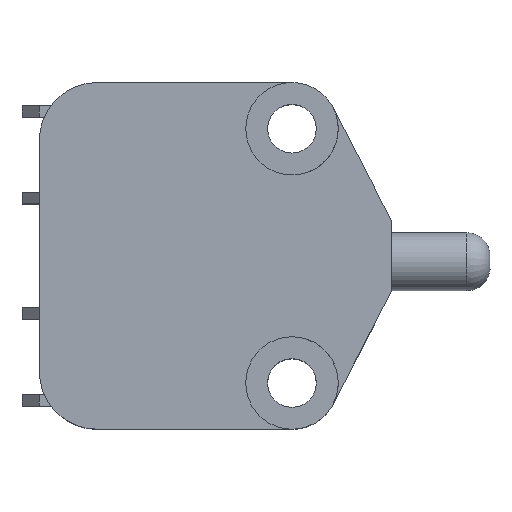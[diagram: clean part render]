
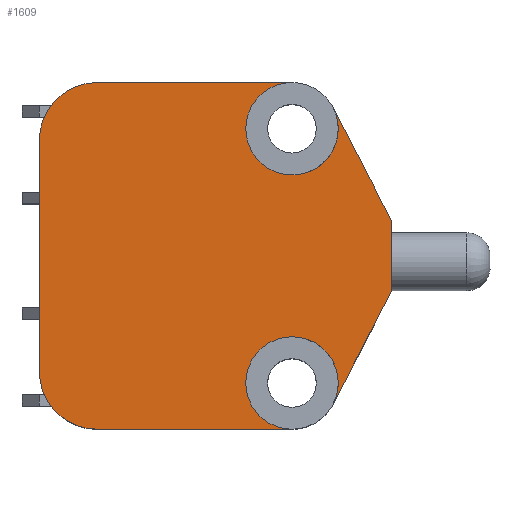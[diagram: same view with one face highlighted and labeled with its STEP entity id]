
A CAD part, top view. The second image highlights one B-rep face of the part: STEP entity #1609.
In plain terms, the highlighted planar face has unit normal (0, 0, 1).
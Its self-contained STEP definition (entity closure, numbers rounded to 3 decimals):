
#3 = CARTESIAN_POINT ( 'NONE',  ( -0.807, 18.818, 54.948 ) ) ;
#44 = DIRECTION ( 'NONE',  ( 1., 0., 0. ) ) ;
#45 = CARTESIAN_POINT ( 'NONE',  ( 7.832, 30.818, 54.948 ) ) ;
#122 = VECTOR ( 'NONE', #2094, 1000. ) ;
#141 = VERTEX_POINT ( 'NONE', #1415 ) ;
#177 = DIRECTION ( 'NONE',  ( 0., 0., -1. ) ) ;
#180 = VECTOR ( 'NONE', #733, 1000. ) ;
#189 = ORIENTED_EDGE ( 'NONE', *, *, #202, .F. ) ;
#202 = EDGE_CURVE ( 'NONE', #2051, #559, #2066, .T. ) ;
#216 = DIRECTION ( 'NONE',  ( 0., 0., -1. ) ) ;
#245 = CARTESIAN_POINT ( 'NONE',  ( 7.832, 36.818, 54.948 ) ) ;
#246 = AXIS2_PLACEMENT_3D ( 'NONE', #1809, #372, #708 ) ;
#258 = ORIENTED_EDGE ( 'NONE', *, *, #1968, .F. ) ;
#259 = CARTESIAN_POINT ( 'NONE',  ( -0.807, 18.818, 54.948 ) ) ;
#284 = DIRECTION ( 'NONE',  ( 0., -1., 0. ) ) ;
#291 = VERTEX_POINT ( 'NONE', #441 ) ;
#306 = ORIENTED_EDGE ( 'NONE', *, *, #1498, .F. ) ;
#315 = EDGE_CURVE ( 'NONE', #665, #1876, #1327, .T. ) ;
#328 = DIRECTION ( 'NONE',  ( 0., 0., 1. ) ) ;
#341 = ORIENTED_EDGE ( 'NONE', *, *, #315, .F. ) ;
#372 = DIRECTION ( 'NONE',  ( 0., 0., 1. ) ) ;
#373 = AXIS2_PLACEMENT_3D ( 'NONE', #1538, #556, #1706 ) ;
#393 = EDGE_CURVE ( 'NONE', #141, #1377, #602, .T. ) ;
#431 = CIRCLE ( 'NONE', #246, 4. ) ;
#441 = CARTESIAN_POINT ( 'NONE',  ( 2.747, 20.981, 54.948 ) ) ;
#465 = CIRCLE ( 'NONE', #1354, 4. ) ;
#496 = LINE ( 'NONE', #259, #1901 ) ;
#512 = CARTESIAN_POINT ( 'NONE',  ( -17.668, 43.818, 54.948 ) ) ;
#551 = VERTEX_POINT ( 'NONE', #1320 ) ;
#556 = DIRECTION ( 'NONE',  ( 0., 0., 1. ) ) ;
#559 = VERTEX_POINT ( 'NONE', #1636 ) ;
#569 = VERTEX_POINT ( 'NONE', #796 ) ;
#574 = LINE ( 'NONE', #1458, #122 ) ;
#602 = LINE ( 'NONE', #1521, #1655 ) ;
#658 = ORIENTED_EDGE ( 'NONE', *, *, #1622, .F. ) ;
#665 = VERTEX_POINT ( 'NONE', #1544 ) ;
#666 = CARTESIAN_POINT ( 'NONE',  ( -0.807, 48.818, 54.948 ) ) ;
#695 = CARTESIAN_POINT ( 'NONE',  ( -17.668, 23.818, 54.948 ) ) ;
#708 = DIRECTION ( 'NONE',  ( 0., -1., 0. ) ) ;
#733 = DIRECTION ( 'NONE',  ( -0.459, -0.888, 0. ) ) ;
#748 = VERTEX_POINT ( 'NONE', #2074 ) ;
#790 = EDGE_CURVE ( 'NONE', #551, #291, #1804, .T. ) ;
#794 = CARTESIAN_POINT ( 'NONE',  ( -22.668, 23.818, 54.948 ) ) ;
#796 = CARTESIAN_POINT ( 'NONE',  ( -0.807, 40.818, 54.948 ) ) ;
#864 = DIRECTION ( 'NONE',  ( 0., -1., 0. ) ) ;
#874 = AXIS2_PLACEMENT_3D ( 'NONE', #1198, #216, #1532 ) ;
#910 = EDGE_CURVE ( 'NONE', #2102, #1635, #496, .T. ) ;
#919 = ORIENTED_EDGE ( 'NONE', *, *, #393, .F. ) ;
#970 = ORIENTED_EDGE ( 'NONE', *, *, #1336, .F. ) ;
#1021 = ORIENTED_EDGE ( 'NONE', *, *, #1910, .F. ) ;
#1035 = CIRCLE ( 'NONE', #2034, 5. ) ;
#1036 = CARTESIAN_POINT ( 'NONE',  ( -17.668, 18.818, 54.948 ) ) ;
#1047 = DIRECTION ( 'NONE',  ( 0., 0., 1. ) ) ;
#1122 = EDGE_CURVE ( 'NONE', #291, #748, #465, .T. ) ;
#1172 = DIRECTION ( 'NONE',  ( 0., -1., 0. ) ) ;
#1180 = CIRCLE ( 'NONE', #1721, 4. ) ;
#1198 = CARTESIAN_POINT ( 'NONE',  ( -0.807, 44.818, 54.948 ) ) ;
#1300 = CARTESIAN_POINT ( 'NONE',  ( 7.832, 36.818, 54.948 ) ) ;
#1320 = CARTESIAN_POINT ( 'NONE',  ( 7.832, 30.818, 54.948 ) ) ;
#1327 = LINE ( 'NONE', #245, #1347 ) ;
#1334 = DIRECTION ( 'NONE',  ( 0., -1., 0. ) ) ;
#1336 = EDGE_CURVE ( 'NONE', #559, #141, #1035, .T. ) ;
#1347 = VECTOR ( 'NONE', #1756, 1000. ) ;
#1354 = AXIS2_PLACEMENT_3D ( 'NONE', #1516, #328, #864 ) ;
#1371 = PLANE ( 'NONE',  #874 ) ;
#1377 = VERTEX_POINT ( 'NONE', #666 ) ;
#1415 = CARTESIAN_POINT ( 'NONE',  ( -17.668, 48.818, 54.948 ) ) ;
#1458 = CARTESIAN_POINT ( 'NONE',  ( 7.832, 30.818, 54.948 ) ) ;
#1498 = EDGE_CURVE ( 'NONE', #569, #665, #431, .T. ) ;
#1505 = ORIENTED_EDGE ( 'NONE', *, *, #1762, .F. ) ;
#1511 = AXIS2_PLACEMENT_3D ( 'NONE', #695, #177, #1334 ) ;
#1516 = CARTESIAN_POINT ( 'NONE',  ( -0.807, 22.818, 54.948 ) ) ;
#1521 = CARTESIAN_POINT ( 'NONE',  ( -0.807, 48.818, 54.948 ) ) ;
#1532 = DIRECTION ( 'NONE',  ( 0., -1., 0. ) ) ;
#1538 = CARTESIAN_POINT ( 'NONE',  ( -0.807, 44.818, 54.948 ) ) ;
#1544 = CARTESIAN_POINT ( 'NONE',  ( 2.747, 46.655, 54.948 ) ) ;
#1563 = ORIENTED_EDGE ( 'NONE', *, *, #790, .F. ) ;
#1567 = FACE_OUTER_BOUND ( 'NONE', #1584, .T. ) ;
#1579 = DIRECTION ( 'NONE',  ( -1., 0., 0. ) ) ;
#1584 = EDGE_LOOP ( 'NONE', ( #658, #919, #970, #189, #1505, #1602, #258, #2027, #1563, #1021, #341, #306 ) ) ;
#1602 = ORIENTED_EDGE ( 'NONE', *, *, #910, .F. ) ;
#1609 = ADVANCED_FACE ( 'NONE', ( #1567 ), #1371, .F. ) ;
#1622 = EDGE_CURVE ( 'NONE', #1377, #569, #1993, .T. ) ;
#1635 = VERTEX_POINT ( 'NONE', #1036 ) ;
#1636 = CARTESIAN_POINT ( 'NONE',  ( -22.668, 43.818, 54.948 ) ) ;
#1655 = VECTOR ( 'NONE', #44, 1000. ) ;
#1706 = DIRECTION ( 'NONE',  ( 0., -1., 0. ) ) ;
#1721 = AXIS2_PLACEMENT_3D ( 'NONE', #2012, #1047, #1172 ) ;
#1756 = DIRECTION ( 'NONE',  ( 0.459, -0.888, 0. ) ) ;
#1762 = EDGE_CURVE ( 'NONE', #1635, #2051, #1943, .T. ) ;
#1804 = LINE ( 'NONE', #45, #180 ) ;
#1809 = CARTESIAN_POINT ( 'NONE',  ( -0.807, 44.818, 54.948 ) ) ;
#1820 = DIRECTION ( 'NONE',  ( 0., 0., -1. ) ) ;
#1823 = CARTESIAN_POINT ( 'NONE',  ( -22.668, 23.818, 54.948 ) ) ;
#1876 = VERTEX_POINT ( 'NONE', #1300 ) ;
#1901 = VECTOR ( 'NONE', #1579, 1000. ) ;
#1910 = EDGE_CURVE ( 'NONE', #1876, #551, #574, .T. ) ;
#1943 = CIRCLE ( 'NONE', #1511, 5. ) ;
#1968 = EDGE_CURVE ( 'NONE', #748, #2102, #1180, .T. ) ;
#1972 = DIRECTION ( 'NONE',  ( 0., 1., 0. ) ) ;
#1993 = CIRCLE ( 'NONE', #373, 4. ) ;
#2012 = CARTESIAN_POINT ( 'NONE',  ( -0.807, 22.818, 54.948 ) ) ;
#2021 = VECTOR ( 'NONE', #1972, 1000. ) ;
#2027 = ORIENTED_EDGE ( 'NONE', *, *, #1122, .F. ) ;
#2034 = AXIS2_PLACEMENT_3D ( 'NONE', #512, #1820, #284 ) ;
#2051 = VERTEX_POINT ( 'NONE', #794 ) ;
#2066 = LINE ( 'NONE', #1823, #2021 ) ;
#2074 = CARTESIAN_POINT ( 'NONE',  ( -0.807, 26.818, 54.948 ) ) ;
#2094 = DIRECTION ( 'NONE',  ( 0., -1., 0. ) ) ;
#2102 = VERTEX_POINT ( 'NONE', #3 ) ;
